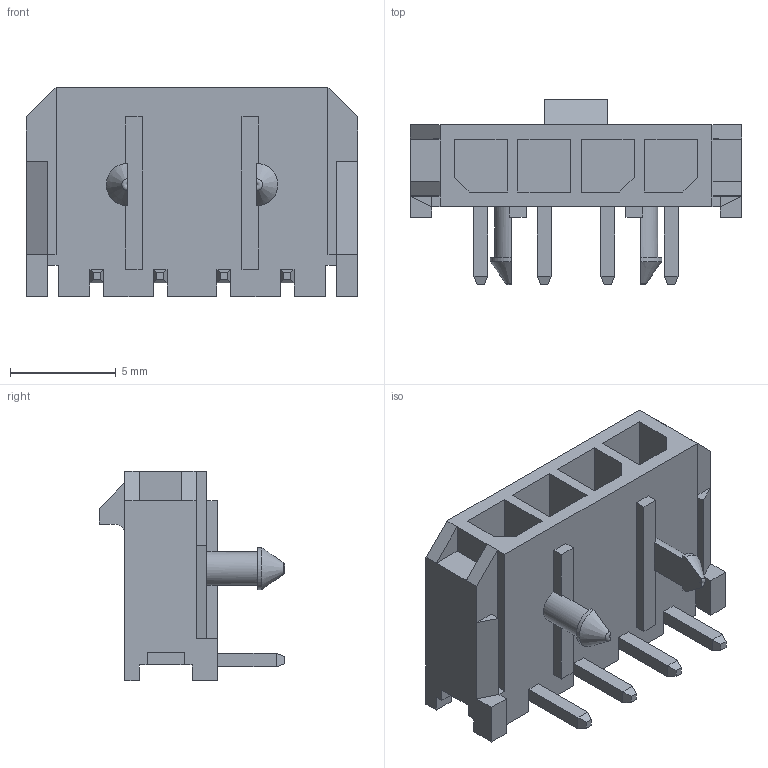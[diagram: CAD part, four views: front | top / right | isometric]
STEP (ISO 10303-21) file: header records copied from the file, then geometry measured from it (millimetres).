
FILE_DESCRIPTION(('STEP AP242'),'1');
FILE_NAME('43650-0401.stp','2021-03-01T16:23:24',('TraceParts'),('TraceParts S.A.'),'Spatial InterOp 3D',' ',' ');
FILE_SCHEMA(('AP242_MANAGED_MODEL_BASED_3D_ENGINEERING_MIM_LF {1 0 10303 442 1 1 4}'));
Length unit declared in the file: millimetre
Products named in the file (1): 43650-0401_1
Bounding box: 15.65 x 8.75 x 9.9 mm (x, y, z)
Volume: 402.5 mm3; surface area: 902.8 mm2
Topology: 1 solids, 1 shells, 187 faces, 517 edges, 358 vertices
Faces by surface type: plane 178, cylinder 5, cone 2, torus 2
Entity records: 5809 total; most frequent: CARTESIAN_POINT 1020, ORIENTED_EDGE 988, DIRECTION 925, EDGE_CURVE 494, LINE 483, VECTOR 483, VERTEX_POINT 316, AXIS2_PLACEMENT_3D 221
